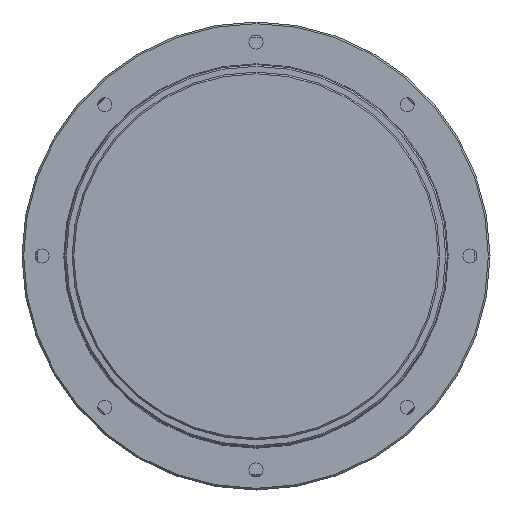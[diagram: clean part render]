
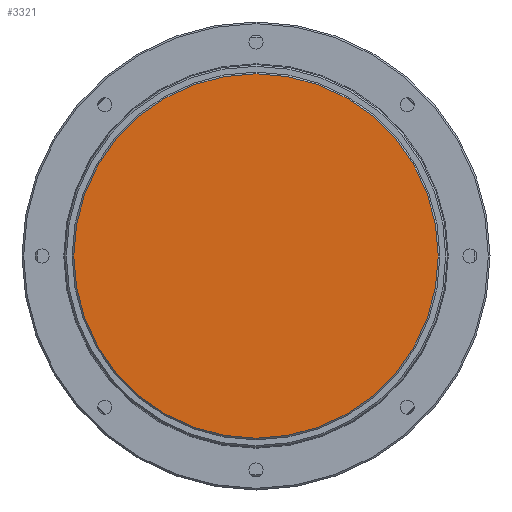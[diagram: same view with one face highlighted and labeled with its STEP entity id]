
A CAD part, left-side view. The second image highlights one B-rep face of the part: STEP entity #3321.
In plain terms, the highlighted planar face has unit normal (-1, 0, 0).
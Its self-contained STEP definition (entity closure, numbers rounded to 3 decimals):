
#175 = CARTESIAN_POINT ( 'NONE',  ( 0., 0., 54.5 ) ) ;
#349 = VERTEX_POINT ( 'NONE', #175 ) ;
#565 = DIRECTION ( 'NONE',  ( 1., 0., 0. ) ) ;
#749 = CARTESIAN_POINT ( 'NONE',  ( 0., 0., 0. ) ) ;
#1210 = DIRECTION ( 'NONE',  ( 1., 0., 0. ) ) ;
#1299 = DIRECTION ( 'NONE',  ( 0., 0., -1. ) ) ;
#1510 = CIRCLE ( 'NONE', #5636, 54.5 ) ;
#1532 = AXIS2_PLACEMENT_3D ( 'NONE', #6571, #1210, #5987 ) ;
#1909 = ORIENTED_EDGE ( 'NONE', *, *, #6510, .F. ) ;
#2004 = EDGE_CURVE ( 'NONE', #349, #3103, #1510, .T. ) ;
#3103 = VERTEX_POINT ( 'NONE', #6962 ) ;
#3128 = DIRECTION ( 'NONE',  ( -1., 0., 0. ) ) ;
#3321 = ADVANCED_FACE ( 'NONE', ( #6111 ), #5445, .T. ) ;
#3836 = ORIENTED_EDGE ( 'NONE', *, *, #2004, .F. ) ;
#4027 = CIRCLE ( 'NONE', #1532, 54.5 ) ;
#4508 = EDGE_LOOP ( 'NONE', ( #1909, #3836 ) ) ;
#5419 = CARTESIAN_POINT ( 'NONE',  ( 0., 0., 0. ) ) ;
#5445 = PLANE ( 'NONE',  #7403 ) ;
#5563 = DIRECTION ( 'NONE',  ( 0., 0., 1. ) ) ;
#5636 = AXIS2_PLACEMENT_3D ( 'NONE', #5419, #565, #1299 ) ;
#5987 = DIRECTION ( 'NONE',  ( 0., 0., -1. ) ) ;
#6111 = FACE_OUTER_BOUND ( 'NONE', #4508, .T. ) ;
#6510 = EDGE_CURVE ( 'NONE', #3103, #349, #4027, .T. ) ;
#6571 = CARTESIAN_POINT ( 'NONE',  ( 0., 0., 0. ) ) ;
#6962 = CARTESIAN_POINT ( 'NONE',  ( 0., 0., -54.5 ) ) ;
#7403 = AXIS2_PLACEMENT_3D ( 'NONE', #749, #3128, #5563 ) ;
